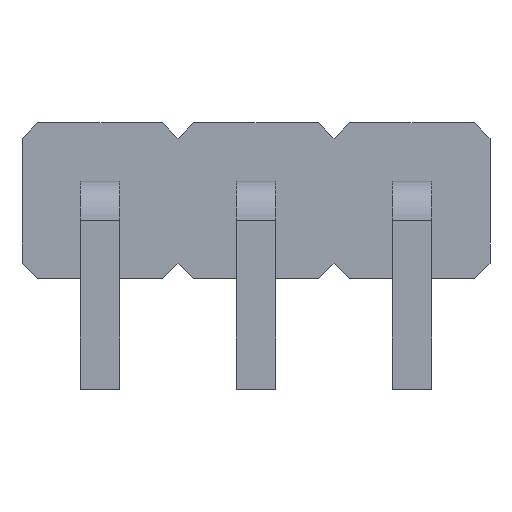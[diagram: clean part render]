
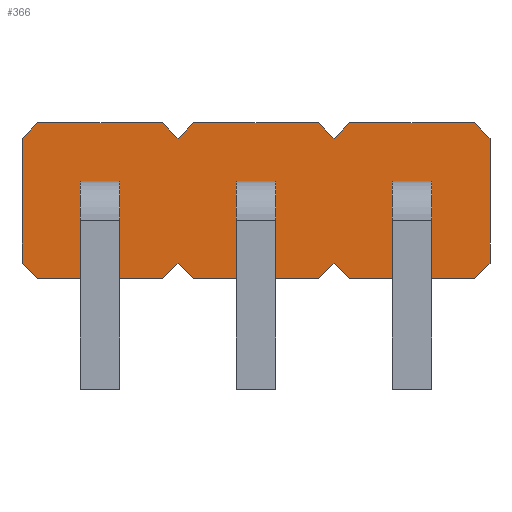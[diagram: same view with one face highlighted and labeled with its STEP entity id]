
A CAD part, left-side view. The second image highlights one B-rep face of the part: STEP entity #366.
In plain terms, the highlighted planar face has unit normal (-1, 0, 0).
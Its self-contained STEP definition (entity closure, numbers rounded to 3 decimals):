
#22 = VERTEX_POINT('',#23);
#23 = CARTESIAN_POINT('',(1.5,1.27,0.254));
#40 = VERTEX_POINT('',#41);
#41 = CARTESIAN_POINT('',(1.5,1.016,0.));
#47 = EDGE_CURVE('',#22,#40,#48,.T.);
#48 = LINE('',#49,#50);
#49 = CARTESIAN_POINT('',(1.5,1.27,0.254));
#50 = VECTOR('',#51,1.);
#51 = DIRECTION('',(0.,-0.707,-0.707));
#62 = VERTEX_POINT('',#63);
#63 = CARTESIAN_POINT('',(1.5,1.27,2.286));
#78 = EDGE_CURVE('',#62,#22,#79,.T.);
#79 = LINE('',#80,#81);
#80 = CARTESIAN_POINT('',(1.5,1.27,2.286));
#81 = VECTOR('',#82,1.);
#82 = DIRECTION('',(0.,0.,-1.));
#349 = VERTEX_POINT('',#350);
#350 = CARTESIAN_POINT('',(1.5,-1.016,0.));
#356 = EDGE_CURVE('',#40,#349,#357,.T.);
#357 = LINE('',#358,#359);
#358 = CARTESIAN_POINT('',(1.5,1.016,0.));
#359 = VECTOR('',#360,1.);
#360 = DIRECTION('',(0.,-1.,0.));
#366 = ADVANCED_FACE('',(#367,#506,#540,#574),#608,.T.);
#367 = FACE_BOUND('',#368,.T.);
#368 = EDGE_LOOP('',(#369,#370,#371,#379,#387,#395,#403,#411,#419,#427,
    #435,#443,#451,#459,#467,#475,#483,#491,#499,#505));
#369 = ORIENTED_EDGE('',*,*,#47,.T.);
#370 = ORIENTED_EDGE('',*,*,#356,.T.);
#371 = ORIENTED_EDGE('',*,*,#372,.T.);
#372 = EDGE_CURVE('',#349,#373,#375,.T.);
#373 = VERTEX_POINT('',#374);
#374 = CARTESIAN_POINT('',(1.5,-1.27,0.254));
#375 = LINE('',#376,#377);
#376 = CARTESIAN_POINT('',(1.5,-1.016,0.));
#377 = VECTOR('',#378,1.);
#378 = DIRECTION('',(0.,-0.707,0.707));
#379 = ORIENTED_EDGE('',*,*,#380,.T.);
#380 = EDGE_CURVE('',#373,#381,#383,.T.);
#381 = VERTEX_POINT('',#382);
#382 = CARTESIAN_POINT('',(1.5,-1.524,0.));
#383 = LINE('',#384,#385);
#384 = CARTESIAN_POINT('',(1.5,-1.27,0.254));
#385 = VECTOR('',#386,1.);
#386 = DIRECTION('',(0.,-0.707,-0.707));
#387 = ORIENTED_EDGE('',*,*,#388,.T.);
#388 = EDGE_CURVE('',#381,#389,#391,.T.);
#389 = VERTEX_POINT('',#390);
#390 = CARTESIAN_POINT('',(1.5,-3.556,0.));
#391 = LINE('',#392,#393);
#392 = CARTESIAN_POINT('',(1.5,-1.524,0.));
#393 = VECTOR('',#394,1.);
#394 = DIRECTION('',(0.,-1.,0.));
#395 = ORIENTED_EDGE('',*,*,#396,.T.);
#396 = EDGE_CURVE('',#389,#397,#399,.T.);
#397 = VERTEX_POINT('',#398);
#398 = CARTESIAN_POINT('',(1.5,-3.81,0.254));
#399 = LINE('',#400,#401);
#400 = CARTESIAN_POINT('',(1.5,-3.556,0.));
#401 = VECTOR('',#402,1.);
#402 = DIRECTION('',(0.,-0.707,0.707));
#403 = ORIENTED_EDGE('',*,*,#404,.T.);
#404 = EDGE_CURVE('',#397,#405,#407,.T.);
#405 = VERTEX_POINT('',#406);
#406 = CARTESIAN_POINT('',(1.5,-4.064,0.));
#407 = LINE('',#408,#409);
#408 = CARTESIAN_POINT('',(1.5,-3.81,0.254));
#409 = VECTOR('',#410,1.);
#410 = DIRECTION('',(0.,-0.707,-0.707));
#411 = ORIENTED_EDGE('',*,*,#412,.T.);
#412 = EDGE_CURVE('',#405,#413,#415,.T.);
#413 = VERTEX_POINT('',#414);
#414 = CARTESIAN_POINT('',(1.5,-6.096,0.));
#415 = LINE('',#416,#417);
#416 = CARTESIAN_POINT('',(1.5,-4.064,0.));
#417 = VECTOR('',#418,1.);
#418 = DIRECTION('',(0.,-1.,0.));
#419 = ORIENTED_EDGE('',*,*,#420,.T.);
#420 = EDGE_CURVE('',#413,#421,#423,.T.);
#421 = VERTEX_POINT('',#422);
#422 = CARTESIAN_POINT('',(1.5,-6.35,0.254));
#423 = LINE('',#424,#425);
#424 = CARTESIAN_POINT('',(1.5,-6.096,0.));
#425 = VECTOR('',#426,1.);
#426 = DIRECTION('',(0.,-0.707,0.707));
#427 = ORIENTED_EDGE('',*,*,#428,.T.);
#428 = EDGE_CURVE('',#421,#429,#431,.T.);
#429 = VERTEX_POINT('',#430);
#430 = CARTESIAN_POINT('',(1.5,-6.35,2.286));
#431 = LINE('',#432,#433);
#432 = CARTESIAN_POINT('',(1.5,-6.35,0.254));
#433 = VECTOR('',#434,1.);
#434 = DIRECTION('',(0.,0.,1.));
#435 = ORIENTED_EDGE('',*,*,#436,.T.);
#436 = EDGE_CURVE('',#429,#437,#439,.T.);
#437 = VERTEX_POINT('',#438);
#438 = CARTESIAN_POINT('',(1.5,-6.096,2.54));
#439 = LINE('',#440,#441);
#440 = CARTESIAN_POINT('',(1.5,-6.35,2.286));
#441 = VECTOR('',#442,1.);
#442 = DIRECTION('',(0.,0.707,0.707));
#443 = ORIENTED_EDGE('',*,*,#444,.T.);
#444 = EDGE_CURVE('',#437,#445,#447,.T.);
#445 = VERTEX_POINT('',#446);
#446 = CARTESIAN_POINT('',(1.5,-4.064,2.54));
#447 = LINE('',#448,#449);
#448 = CARTESIAN_POINT('',(1.5,-6.096,2.54));
#449 = VECTOR('',#450,1.);
#450 = DIRECTION('',(0.,1.,0.));
#451 = ORIENTED_EDGE('',*,*,#452,.T.);
#452 = EDGE_CURVE('',#445,#453,#455,.T.);
#453 = VERTEX_POINT('',#454);
#454 = CARTESIAN_POINT('',(1.5,-3.81,2.286));
#455 = LINE('',#456,#457);
#456 = CARTESIAN_POINT('',(1.5,-4.064,2.54));
#457 = VECTOR('',#458,1.);
#458 = DIRECTION('',(0.,0.707,-0.707));
#459 = ORIENTED_EDGE('',*,*,#460,.T.);
#460 = EDGE_CURVE('',#453,#461,#463,.T.);
#461 = VERTEX_POINT('',#462);
#462 = CARTESIAN_POINT('',(1.5,-3.556,2.54));
#463 = LINE('',#464,#465);
#464 = CARTESIAN_POINT('',(1.5,-3.81,2.286));
#465 = VECTOR('',#466,1.);
#466 = DIRECTION('',(0.,0.707,0.707));
#467 = ORIENTED_EDGE('',*,*,#468,.T.);
#468 = EDGE_CURVE('',#461,#469,#471,.T.);
#469 = VERTEX_POINT('',#470);
#470 = CARTESIAN_POINT('',(1.5,-1.524,2.54));
#471 = LINE('',#472,#473);
#472 = CARTESIAN_POINT('',(1.5,-3.556,2.54));
#473 = VECTOR('',#474,1.);
#474 = DIRECTION('',(0.,1.,0.));
#475 = ORIENTED_EDGE('',*,*,#476,.T.);
#476 = EDGE_CURVE('',#469,#477,#479,.T.);
#477 = VERTEX_POINT('',#478);
#478 = CARTESIAN_POINT('',(1.5,-1.27,2.286));
#479 = LINE('',#480,#481);
#480 = CARTESIAN_POINT('',(1.5,-1.524,2.54));
#481 = VECTOR('',#482,1.);
#482 = DIRECTION('',(0.,0.707,-0.707));
#483 = ORIENTED_EDGE('',*,*,#484,.T.);
#484 = EDGE_CURVE('',#477,#485,#487,.T.);
#485 = VERTEX_POINT('',#486);
#486 = CARTESIAN_POINT('',(1.5,-1.016,2.54));
#487 = LINE('',#488,#489);
#488 = CARTESIAN_POINT('',(1.5,-1.27,2.286));
#489 = VECTOR('',#490,1.);
#490 = DIRECTION('',(0.,0.707,0.707));
#491 = ORIENTED_EDGE('',*,*,#492,.T.);
#492 = EDGE_CURVE('',#485,#493,#495,.T.);
#493 = VERTEX_POINT('',#494);
#494 = CARTESIAN_POINT('',(1.5,1.016,2.54));
#495 = LINE('',#496,#497);
#496 = CARTESIAN_POINT('',(1.5,-1.016,2.54));
#497 = VECTOR('',#498,1.);
#498 = DIRECTION('',(0.,1.,0.));
#499 = ORIENTED_EDGE('',*,*,#500,.T.);
#500 = EDGE_CURVE('',#493,#62,#501,.T.);
#501 = LINE('',#502,#503);
#502 = CARTESIAN_POINT('',(1.5,1.016,2.54));
#503 = VECTOR('',#504,1.);
#504 = DIRECTION('',(0.,0.707,-0.707));
#505 = ORIENTED_EDGE('',*,*,#78,.T.);
#506 = FACE_BOUND('',#507,.T.);
#507 = EDGE_LOOP('',(#508,#518,#526,#534));
#508 = ORIENTED_EDGE('',*,*,#509,.F.);
#509 = EDGE_CURVE('',#510,#512,#514,.T.);
#510 = VERTEX_POINT('',#511);
#511 = CARTESIAN_POINT('',(1.5,-5.4,1.59));
#512 = VERTEX_POINT('',#513);
#513 = CARTESIAN_POINT('',(1.5,-4.76,1.59));
#514 = LINE('',#515,#516);
#515 = CARTESIAN_POINT('',(1.5,-3.65,1.59));
#516 = VECTOR('',#517,1.);
#517 = DIRECTION('',(0.,1.,0.));
#518 = ORIENTED_EDGE('',*,*,#519,.T.);
#519 = EDGE_CURVE('',#510,#520,#522,.T.);
#520 = VERTEX_POINT('',#521);
#521 = CARTESIAN_POINT('',(1.5,-5.4,0.95));
#522 = LINE('',#523,#524);
#523 = CARTESIAN_POINT('',(1.5,-5.4,0.925));
#524 = VECTOR('',#525,1.);
#525 = DIRECTION('',(0.,0.,-1.));
#526 = ORIENTED_EDGE('',*,*,#527,.F.);
#527 = EDGE_CURVE('',#528,#520,#530,.T.);
#528 = VERTEX_POINT('',#529);
#529 = CARTESIAN_POINT('',(1.5,-4.76,0.95));
#530 = LINE('',#531,#532);
#531 = CARTESIAN_POINT('',(1.5,-3.65,0.95));
#532 = VECTOR('',#533,1.);
#533 = DIRECTION('',(0.,-1.,0.));
#534 = ORIENTED_EDGE('',*,*,#535,.F.);
#535 = EDGE_CURVE('',#512,#528,#536,.T.);
#536 = LINE('',#537,#538);
#537 = CARTESIAN_POINT('',(1.5,-4.76,0.925));
#538 = VECTOR('',#539,1.);
#539 = DIRECTION('',(0.,0.,-1.));
#540 = FACE_BOUND('',#541,.T.);
#541 = EDGE_LOOP('',(#542,#552,#560,#568));
#542 = ORIENTED_EDGE('',*,*,#543,.F.);
#543 = EDGE_CURVE('',#544,#546,#548,.T.);
#544 = VERTEX_POINT('',#545);
#545 = CARTESIAN_POINT('',(1.5,-2.22,0.95));
#546 = VERTEX_POINT('',#547);
#547 = CARTESIAN_POINT('',(1.5,-2.86,0.95));
#548 = LINE('',#549,#550);
#549 = CARTESIAN_POINT('',(1.5,-2.38,0.95));
#550 = VECTOR('',#551,1.);
#551 = DIRECTION('',(0.,-1.,0.));
#552 = ORIENTED_EDGE('',*,*,#553,.F.);
#553 = EDGE_CURVE('',#554,#544,#556,.T.);
#554 = VERTEX_POINT('',#555);
#555 = CARTESIAN_POINT('',(1.5,-2.22,1.59));
#556 = LINE('',#557,#558);
#557 = CARTESIAN_POINT('',(1.5,-2.22,0.925));
#558 = VECTOR('',#559,1.);
#559 = DIRECTION('',(0.,0.,-1.));
#560 = ORIENTED_EDGE('',*,*,#561,.F.);
#561 = EDGE_CURVE('',#562,#554,#564,.T.);
#562 = VERTEX_POINT('',#563);
#563 = CARTESIAN_POINT('',(1.5,-2.86,1.59));
#564 = LINE('',#565,#566);
#565 = CARTESIAN_POINT('',(1.5,-2.38,1.59));
#566 = VECTOR('',#567,1.);
#567 = DIRECTION('',(0.,1.,0.));
#568 = ORIENTED_EDGE('',*,*,#569,.T.);
#569 = EDGE_CURVE('',#562,#546,#570,.T.);
#570 = LINE('',#571,#572);
#571 = CARTESIAN_POINT('',(1.5,-2.86,0.925));
#572 = VECTOR('',#573,1.);
#573 = DIRECTION('',(0.,0.,-1.));
#574 = FACE_BOUND('',#575,.T.);
#575 = EDGE_LOOP('',(#576,#586,#594,#602));
#576 = ORIENTED_EDGE('',*,*,#577,.F.);
#577 = EDGE_CURVE('',#578,#580,#582,.T.);
#578 = VERTEX_POINT('',#579);
#579 = CARTESIAN_POINT('',(1.5,0.32,0.95));
#580 = VERTEX_POINT('',#581);
#581 = CARTESIAN_POINT('',(1.5,-0.32,0.95));
#582 = LINE('',#583,#584);
#583 = CARTESIAN_POINT('',(1.5,-1.11,0.95));
#584 = VECTOR('',#585,1.);
#585 = DIRECTION('',(0.,-1.,0.));
#586 = ORIENTED_EDGE('',*,*,#587,.F.);
#587 = EDGE_CURVE('',#588,#578,#590,.T.);
#588 = VERTEX_POINT('',#589);
#589 = CARTESIAN_POINT('',(1.5,0.32,1.59));
#590 = LINE('',#591,#592);
#591 = CARTESIAN_POINT('',(1.5,0.32,0.925));
#592 = VECTOR('',#593,1.);
#593 = DIRECTION('',(0.,0.,-1.));
#594 = ORIENTED_EDGE('',*,*,#595,.F.);
#595 = EDGE_CURVE('',#596,#588,#598,.T.);
#596 = VERTEX_POINT('',#597);
#597 = CARTESIAN_POINT('',(1.5,-0.32,1.59));
#598 = LINE('',#599,#600);
#599 = CARTESIAN_POINT('',(1.5,-1.11,1.59));
#600 = VECTOR('',#601,1.);
#601 = DIRECTION('',(0.,1.,0.));
#602 = ORIENTED_EDGE('',*,*,#603,.T.);
#603 = EDGE_CURVE('',#596,#580,#604,.T.);
#604 = LINE('',#605,#606);
#605 = CARTESIAN_POINT('',(1.5,-0.32,0.925));
#606 = VECTOR('',#607,1.);
#607 = DIRECTION('',(0.,0.,-1.));
#608 = PLANE('',#609);
#609 = AXIS2_PLACEMENT_3D('',#610,#611,#612);
#610 = CARTESIAN_POINT('',(1.5,-2.54,1.27));
#611 = DIRECTION('',(-1.,0.,0.));
#612 = DIRECTION('',(0.,0.,-1.));
